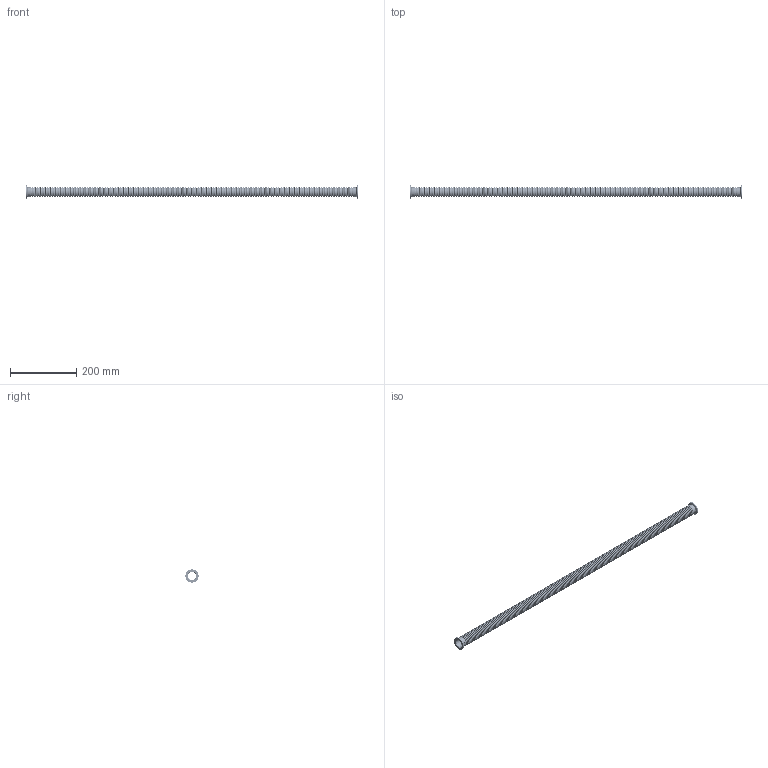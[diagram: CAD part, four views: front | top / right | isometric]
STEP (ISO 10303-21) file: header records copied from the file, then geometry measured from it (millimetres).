
FILE_DESCRIPTION (( 'STEP AP214' ), '1' );
FILE_NAME ('120SWN025-1000.stp', '2017-06-07T11:16:51', ( '' ), ( '' ), 'SwSTEP 2.0', 'SolidWorks 2015', '' );
FILE_SCHEMA (( 'AUTOMOTIVE_DESIGN' ));
Length unit declared in the file: millimetre
Products named in the file (1): 120SWN025-1000
Bounding box: 1000 x 40 x 40 mm (x, y, z)
Volume: 38536.1 mm3; surface area: 389844.1 mm2
Topology: 1 solids, 1 shells, 5474 faces, 10952 edges, 6260 vertices
Faces by surface type: torus 3116, cylinder 1572, plane 782, cone 4
Entity records: 204172 total; most frequent: DIRECTION 31278, CARTESIAN_POINT 22687, ORIENTED_EDGE 21904, AXIS2_PLACEMENT_3D 14851, EDGE_CURVE 10952, CIRCLE 9376, VERTEX_POINT 6260, EDGE_LOOP 6256
